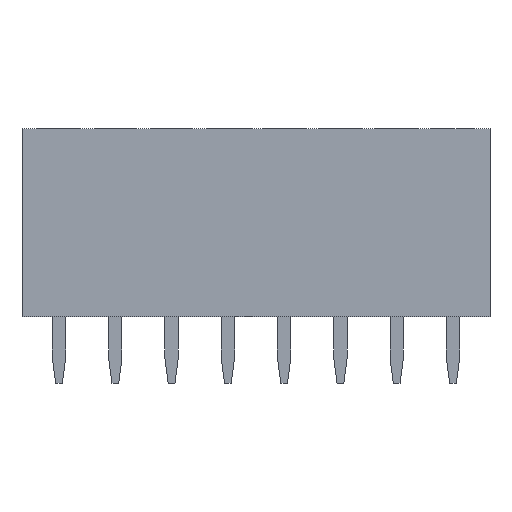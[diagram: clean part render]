
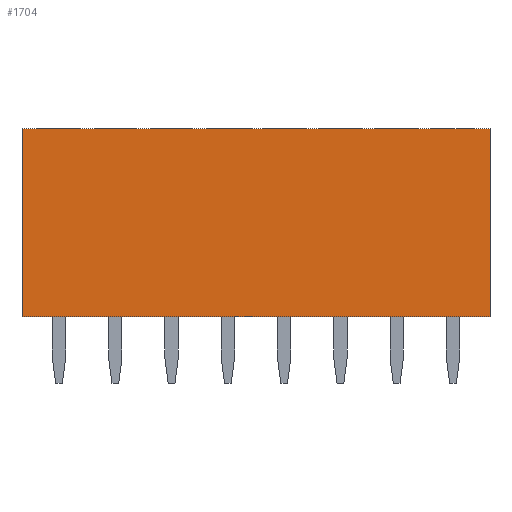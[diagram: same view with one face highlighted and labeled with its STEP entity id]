
A CAD part, front view. The second image highlights one B-rep face of the part: STEP entity #1704.
In plain terms, the highlighted planar face has unit normal (0, -1, 0).
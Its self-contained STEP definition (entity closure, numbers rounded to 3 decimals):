
#1704=ADVANCED_FACE('',(#3130),#3132,.T.);
#3130=FACE_BOUND('',#3131,.T.);
#3131=EDGE_LOOP('',(#4306,#4307,#4308,#4309));
#3132=PLANE('',#3133);
#3133=AXIS2_PLACEMENT_3D('',#3134,#3135,#3136);
#3134=CARTESIAN_POINT('',(19.45,-1.27,0.));
#3135=DIRECTION('',(0.,-1.,0.));
#3136=DIRECTION('',(0.,0.,1.));
#4306=ORIENTED_EDGE('',*,*,#4913,.T.);
#4307=ORIENTED_EDGE('',*,*,#4966,.T.);
#4308=ORIENTED_EDGE('',*,*,#4939,.F.);
#4309=ORIENTED_EDGE('',*,*,#4944,.F.);
#4913=EDGE_CURVE('',#5738,#5736,#5739,.T.);
#4939=EDGE_CURVE('',#5780,#5782,#5783,.T.);
#4944=EDGE_CURVE('',#5738,#5780,#5790,.T.);
#4966=EDGE_CURVE('',#5736,#5782,#5814,.T.);
#5736=VERTEX_POINT('',#7446);
#5738=VERTEX_POINT('',#7450);
#5739=LINE('',#7451,#7452);
#5780=VERTEX_POINT('',#7542);
#5782=VERTEX_POINT('',#7546);
#5783=LINE('',#7547,#7548);
#5790=LINE('',#7564,#7565);
#5814=LINE('',#7632,#7633);
#7446=CARTESIAN_POINT('',(19.45,-1.27,8.5));
#7450=CARTESIAN_POINT('',(19.45,-1.27,0.));
#7451=CARTESIAN_POINT('',(19.45,-1.27,0.));
#7452=VECTOR('',#7453,1.);
#7453=DIRECTION('',(0.,0.,1.));
#7542=CARTESIAN_POINT('',(-1.67,-1.27,0.));
#7546=CARTESIAN_POINT('',(-1.67,-1.27,8.5));
#7547=CARTESIAN_POINT('',(-1.67,-1.27,0.));
#7548=VECTOR('',#7549,1.);
#7549=DIRECTION('',(0.,0.,1.));
#7564=CARTESIAN_POINT('',(19.45,-1.27,0.));
#7565=VECTOR('',#7566,1.);
#7566=DIRECTION('',(-1.,0.,0.));
#7632=CARTESIAN_POINT('',(19.45,-1.27,8.5));
#7633=VECTOR('',#7634,1.);
#7634=DIRECTION('',(-1.,0.,0.));
